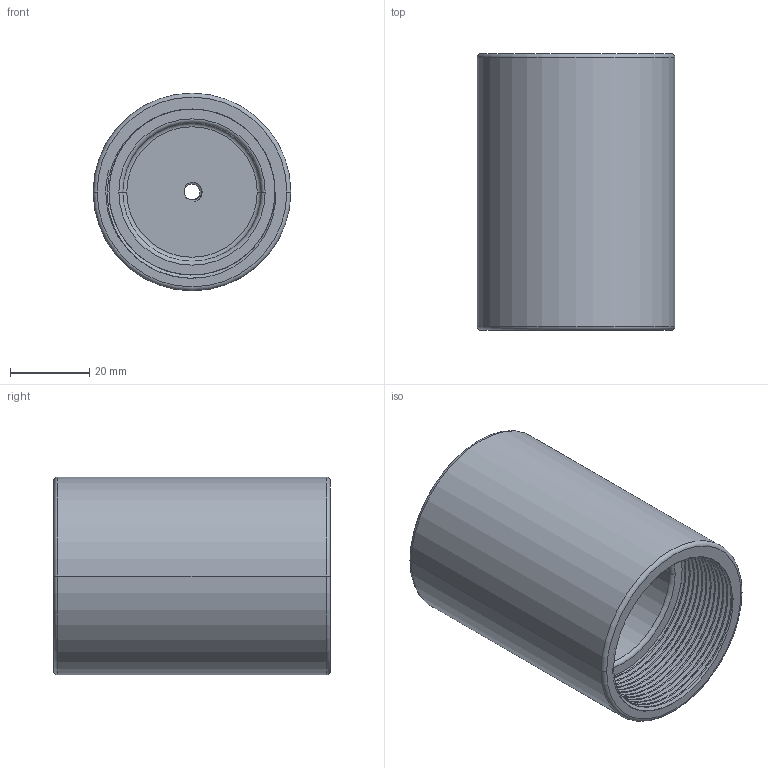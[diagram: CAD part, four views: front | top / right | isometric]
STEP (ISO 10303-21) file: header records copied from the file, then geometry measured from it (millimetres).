
FILE_DESCRIPTION (( 'STEP AP203' ), '1' );
FILE_NAME ('graisseur de roulement de bol SIMPLIFIER.STEP', '2024-10-22T19:55:34', ( '' ), ( '' ), 'SwSTEP 2.0', 'SolidWorks 2023', '' );
FILE_SCHEMA (( 'CONFIG_CONTROL_DESIGN' ));
Length unit declared in the file: millimetre
Products named in the file (1): graisseur de roulement de bol SIMPLIFIER
Bounding box: 50 x 69.94 x 50 mm (x, y, z)
Volume: 69005.7 mm3; surface area: 23992.7 mm2
Topology: 1 solids, 1 shells, 67 faces, 177 edges, 114 vertices
Faces by surface type: cylinder 46, torus 8, bspline 7, plane 6
Entity records: 9599 total; most frequent: CARTESIAN_POINT 8134, ORIENTED_EDGE 354, DIRECTION 225, EDGE_CURVE 177, VERTEX_POINT 114, AXIS2_PLACEMENT_3D 90, EDGE_LOOP 71, FACE_OUTER_BOUND 67
